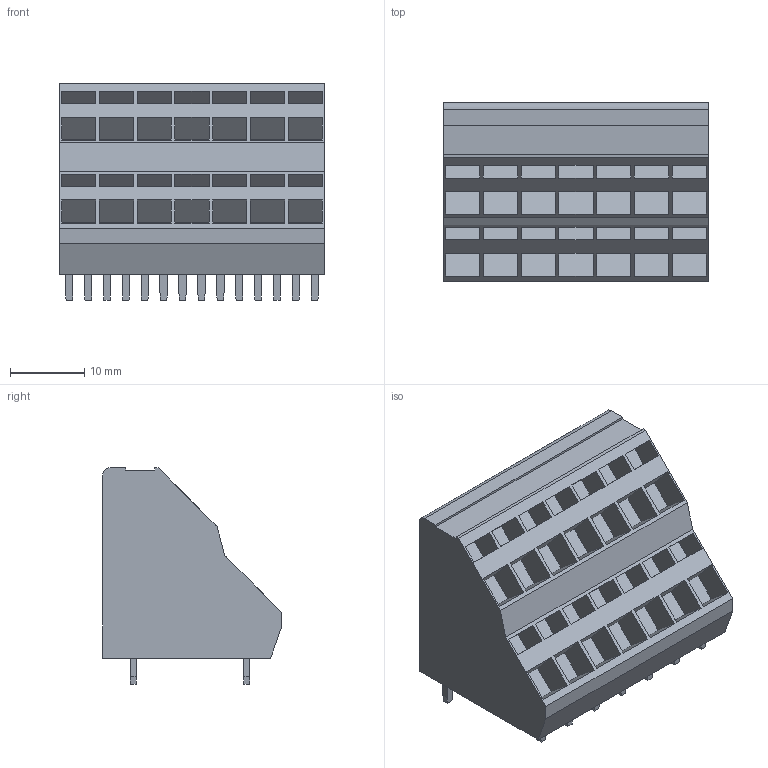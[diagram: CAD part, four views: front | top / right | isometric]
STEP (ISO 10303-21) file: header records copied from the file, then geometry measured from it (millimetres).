
FILE_DESCRIPTION(('CATIA V5 STEP Exchange','CAx-IF Rec.Pracs.--- Model Styling and Organization---1.2---2011-12-15'),'2;1');
FILE_NAME ('D1455654_0_1764860000_1764860000.stp','2018-09-07T09:36:53+00:00',('none'),('Weidmueller'),'CATIA Version 5-6 Release 2014','CATIA V5 STEP AP214','none');
FILE_SCHEMA(('AUTOMOTIVE_DESIGN { 1 0 10303 214 1 1 1 1 }'));
Length unit declared in the file: millimetre
Products named in the file (1): 1764860000
Bounding box: 35.56 x 24.05 x 29.1 mm (x, y, z)
Volume: 14404.3 mm3; surface area: 5942.9 mm2
Topology: 15 solids, 15 shells, 267 faces, 683 edges, 474 vertices
Faces by surface type: plane 266, cylinder 1
Entity records: 7276 total; most frequent: ORIENTED_EDGE 1366, CARTESIAN_POINT 1297, DIRECTION 919, EDGE_CURVE 683, VECTOR 667, LINE 667, VERTEX_POINT 474, EDGE_LOOP 295
